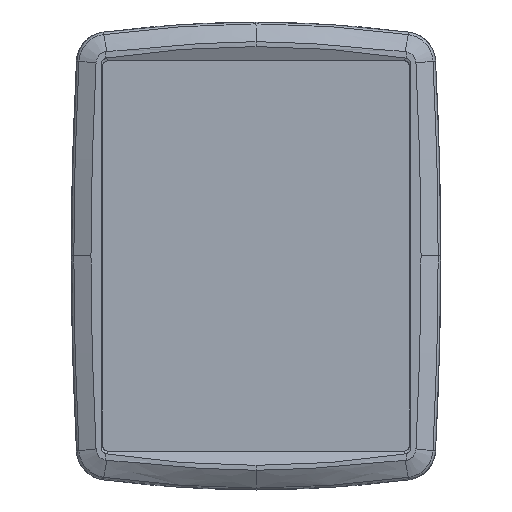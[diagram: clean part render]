
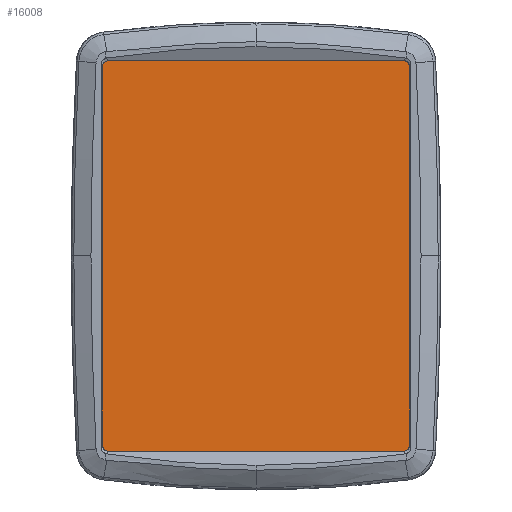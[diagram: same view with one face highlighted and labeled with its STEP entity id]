
A CAD part, top view. The second image highlights one B-rep face of the part: STEP entity #16008.
In plain terms, the highlighted planar face has unit normal (0, 0, 1).
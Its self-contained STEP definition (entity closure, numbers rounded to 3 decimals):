
#15628 = EDGE_LOOP ( 'NONE', ( #16698, #16700, #16699, #16701, #16702, #16703, #16704, #16705 ) ) ;
#16008 = ADVANCED_FACE ( 'NONE', ( #18308 ), #17631, .T. ) ;
#16124 = EDGE_CURVE ( 'NONE', #16806, #16807, #20728, .T. ) ;
#16125 = EDGE_CURVE ( 'NONE', #16679, #16806, #16297, .T. ) ;
#16126 = EDGE_CURVE ( 'NONE', #16807, #16808, #16294, .T. ) ;
#16127 = EDGE_CURVE ( 'NONE', #16808, #16809, #20751, .T. ) ;
#16128 = EDGE_CURVE ( 'NONE', #16809, #16810, #16298, .T. ) ;
#16129 = EDGE_CURVE ( 'NONE', #16810, #16811, #20764, .T. ) ;
#16130 = EDGE_CURVE ( 'NONE', #16811, #16812, #16299, .T. ) ;
#16131 = EDGE_CURVE ( 'NONE', #16812, #16679, #20777, .T. ) ;
#16294 = B_SPLINE_CURVE_WITH_KNOTS ( 'NONE', 3,
 ( #20740, #20741, #20742, #20743, #20744, #20745, #20746, #20747, #20748, #20749 ),
 .UNSPECIFIED., .F., .F.,
 ( 4, 1, 1, 2, 2, 4 ),
 ( 0., 0.25, 0.375, 0.438, 0.5, 1. ),
 .UNSPECIFIED. ) ;
#16297 = B_SPLINE_CURVE_WITH_KNOTS ( 'NONE', 3,
 ( #20727, #20731, #20732, #20733, #20734, #20735, #20736, #20737, #20738, #20739 ),
 .UNSPECIFIED., .F., .F.,
 ( 4, 1, 1, 2, 2, 4 ),
 ( 0., 0.25, 0.375, 0.437, 0.5, 1. ),
 .UNSPECIFIED. ) ;
#16298 = B_SPLINE_CURVE_WITH_KNOTS ( 'NONE', 3,
 ( #20750, #20754, #20755, #20756, #20757, #20758, #20759, #20760, #20761, #20762 ),
 .UNSPECIFIED., .F., .F.,
 ( 4, 1, 1, 2, 2, 4 ),
 ( 0., 0.25, 0.375, 0.438, 0.5, 1. ),
 .UNSPECIFIED. ) ;
#16299 = B_SPLINE_CURVE_WITH_KNOTS ( 'NONE', 3,
 ( #20763, #20767, #20768, #20769, #20770, #20771, #20772, #20773, #20774, #20775 ),
 .UNSPECIFIED., .F., .F.,
 ( 4, 1, 1, 2, 2, 4 ),
 ( 0., 0.25, 0.375, 0.438, 0.5, 1. ),
 .UNSPECIFIED. ) ;
#16679 = VERTEX_POINT ( 'NONE', #20935 ) ;
#16698 = ORIENTED_EDGE ( 'NONE', *, *, #16125, .T. ) ;
#16699 = ORIENTED_EDGE ( 'NONE', *, *, #16126, .T. ) ;
#16700 = ORIENTED_EDGE ( 'NONE', *, *, #16124, .T. ) ;
#16701 = ORIENTED_EDGE ( 'NONE', *, *, #16127, .T. ) ;
#16702 = ORIENTED_EDGE ( 'NONE', *, *, #16128, .T. ) ;
#16703 = ORIENTED_EDGE ( 'NONE', *, *, #16129, .T. ) ;
#16704 = ORIENTED_EDGE ( 'NONE', *, *, #16130, .T. ) ;
#16705 = ORIENTED_EDGE ( 'NONE', *, *, #16131, .T. ) ;
#16806 = VERTEX_POINT ( 'NONE', #20936 ) ;
#16807 = VERTEX_POINT ( 'NONE', #20937 ) ;
#16808 = VERTEX_POINT ( 'NONE', #20938 ) ;
#16809 = VERTEX_POINT ( 'NONE', #20939 ) ;
#16810 = VERTEX_POINT ( 'NONE', #20940 ) ;
#16811 = VERTEX_POINT ( 'NONE', #20941 ) ;
#16812 = VERTEX_POINT ( 'NONE', #20942 ) ;
#17631 = PLANE ( 'NONE',  #18328 ) ;
#17633 = CARTESIAN_POINT ( 'NONE',  ( 64.896, -82.42, 8.5 ) ) ;
#17635 = DIRECTION ( 'NONE',  ( 0., 0., 1. ) ) ;
#17637 = DIRECTION ( 'NONE',  ( 0., 1., 0. ) ) ;
#18308 = FACE_OUTER_BOUND ( 'NONE', #15628, .T. ) ;
#18328 = AXIS2_PLACEMENT_3D ( 'NONE', #17633, #17635, #17637 ) ;
#18545 = VECTOR ( 'NONE', #20730, 1000. ) ;
#18549 = VECTOR ( 'NONE', #20753, 1000. ) ;
#18552 = VECTOR ( 'NONE', #20766, 1000. ) ;
#18555 = VECTOR ( 'NONE', #20779, 1000. ) ;
#20727 = CARTESIAN_POINT ( 'NONE',  ( 59.9, -79.25, 8.5 ) ) ;
#20728 = LINE ( 'NONE', #20729, #18545 ) ;
#20729 = CARTESIAN_POINT ( 'NONE',  ( 62.4, 0., 8.5 ) ) ;
#20730 = DIRECTION ( 'NONE',  ( 0., 1., 0. ) ) ;
#20731 = CARTESIAN_POINT ( 'NONE',  ( 60.25, -79.251, 8.5 ) ) ;
#20732 = CARTESIAN_POINT ( 'NONE',  ( 60.734, -79.159, 8.5 ) ) ;
#20733 = CARTESIAN_POINT ( 'NONE',  ( 61.228, -78.889, 8.5 ) ) ;
#20734 = CARTESIAN_POINT ( 'NONE',  ( 61.425, -78.739, 8.5 ) ) ;
#20735 = CARTESIAN_POINT ( 'NONE',  ( 61.552, -78.631, 8.5 ) ) ;
#20736 = CARTESIAN_POINT ( 'NONE',  ( 61.616, -78.571, 8.5 ) ) ;
#20737 = CARTESIAN_POINT ( 'NONE',  ( 62.148, -78.027, 8.5 ) ) ;
#20738 = CARTESIAN_POINT ( 'NONE',  ( 62.388, -77.44, 8.5 ) ) ;
#20739 = CARTESIAN_POINT ( 'NONE',  ( 62.398, -76.75, 8.502 ) ) ;
#20740 = CARTESIAN_POINT ( 'NONE',  ( 62.396, 76.75, 8.503 ) ) ;
#20741 = CARTESIAN_POINT ( 'NONE',  ( 62.389, 77.096, 8.5 ) ) ;
#20742 = CARTESIAN_POINT ( 'NONE',  ( 62.297, 77.576, 8.5 ) ) ;
#20743 = CARTESIAN_POINT ( 'NONE',  ( 62.036, 78.067, 8.5 ) ) ;
#20744 = CARTESIAN_POINT ( 'NONE',  ( 61.892, 78.263, 8.5 ) ) ;
#20745 = CARTESIAN_POINT ( 'NONE',  ( 61.789, 78.39, 8.5 ) ) ;
#20746 = CARTESIAN_POINT ( 'NONE',  ( 61.735, 78.45, 8.5 ) ) ;
#20747 = CARTESIAN_POINT ( 'NONE',  ( 61.192, 79.006, 8.5 ) ) ;
#20748 = CARTESIAN_POINT ( 'NONE',  ( 60.6, 79.252, 8.5 ) ) ;
#20749 = CARTESIAN_POINT ( 'NONE',  ( 59.9, 79.25, 8.5 ) ) ;
#20750 = CARTESIAN_POINT ( 'NONE',  ( -59.9, 79.25, 8.5 ) ) ;
#20751 = LINE ( 'NONE', #20752, #18549 ) ;
#20752 = CARTESIAN_POINT ( 'NONE',  ( 0., 79.25, 8.5 ) ) ;
#20753 = DIRECTION ( 'NONE',  ( -1., 0., 0. ) ) ;
#20754 = CARTESIAN_POINT ( 'NONE',  ( -60.25, 79.251, 8.5 ) ) ;
#20755 = CARTESIAN_POINT ( 'NONE',  ( -60.734, 79.159, 8.5 ) ) ;
#20756 = CARTESIAN_POINT ( 'NONE',  ( -61.228, 78.889, 8.5 ) ) ;
#20757 = CARTESIAN_POINT ( 'NONE',  ( -61.425, 78.739, 8.5 ) ) ;
#20758 = CARTESIAN_POINT ( 'NONE',  ( -61.552, 78.631, 8.5 ) ) ;
#20759 = CARTESIAN_POINT ( 'NONE',  ( -61.616, 78.571, 8.5 ) ) ;
#20760 = CARTESIAN_POINT ( 'NONE',  ( -62.148, 78.027, 8.5 ) ) ;
#20761 = CARTESIAN_POINT ( 'NONE',  ( -62.388, 77.44, 8.5 ) ) ;
#20762 = CARTESIAN_POINT ( 'NONE',  ( -62.398, 76.75, 8.502 ) ) ;
#20763 = CARTESIAN_POINT ( 'NONE',  ( -62.396, -76.75, 8.503 ) ) ;
#20764 = LINE ( 'NONE', #20765, #18552 ) ;
#20765 = CARTESIAN_POINT ( 'NONE',  ( -62.4, 0., 8.5 ) ) ;
#20766 = DIRECTION ( 'NONE',  ( 0., -1., 0. ) ) ;
#20767 = CARTESIAN_POINT ( 'NONE',  ( -62.389, -77.096, 8.5 ) ) ;
#20768 = CARTESIAN_POINT ( 'NONE',  ( -62.297, -77.576, 8.5 ) ) ;
#20769 = CARTESIAN_POINT ( 'NONE',  ( -62.036, -78.067, 8.5 ) ) ;
#20770 = CARTESIAN_POINT ( 'NONE',  ( -61.892, -78.263, 8.5 ) ) ;
#20771 = CARTESIAN_POINT ( 'NONE',  ( -61.789, -78.39, 8.5 ) ) ;
#20772 = CARTESIAN_POINT ( 'NONE',  ( -61.735, -78.45, 8.5 ) ) ;
#20773 = CARTESIAN_POINT ( 'NONE',  ( -61.192, -79.006, 8.5 ) ) ;
#20774 = CARTESIAN_POINT ( 'NONE',  ( -60.6, -79.252, 8.5 ) ) ;
#20775 = CARTESIAN_POINT ( 'NONE',  ( -59.9, -79.25, 8.5 ) ) ;
#20777 = LINE ( 'NONE', #20778, #18555 ) ;
#20778 = CARTESIAN_POINT ( 'NONE',  ( 0., -79.25, 8.5 ) ) ;
#20779 = DIRECTION ( 'NONE',  ( 1., 0., 0. ) ) ;
#20935 = CARTESIAN_POINT ( 'NONE',  ( 59.9, -79.25, 8.5 ) ) ;
#20936 = CARTESIAN_POINT ( 'NONE',  ( 62.398, -76.75, 8.502 ) ) ;
#20937 = CARTESIAN_POINT ( 'NONE',  ( 62.396, 76.75, 8.503 ) ) ;
#20938 = CARTESIAN_POINT ( 'NONE',  ( 59.9, 79.25, 8.5 ) ) ;
#20939 = CARTESIAN_POINT ( 'NONE',  ( -59.9, 79.25, 8.5 ) ) ;
#20940 = CARTESIAN_POINT ( 'NONE',  ( -62.398, 76.75, 8.502 ) ) ;
#20941 = CARTESIAN_POINT ( 'NONE',  ( -62.396, -76.75, 8.503 ) ) ;
#20942 = CARTESIAN_POINT ( 'NONE',  ( -59.9, -79.25, 8.5 ) ) ;
